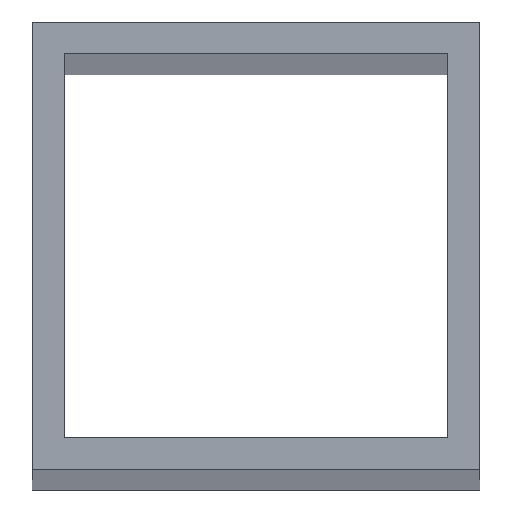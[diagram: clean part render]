
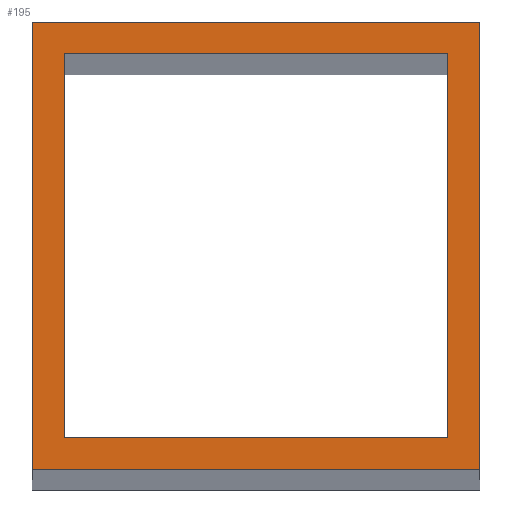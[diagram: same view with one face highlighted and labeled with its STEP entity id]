
A CAD part, top view. The second image highlights one B-rep face of the part: STEP entity #195.
In plain terms, the highlighted planar face has unit normal (0, 0, 1).
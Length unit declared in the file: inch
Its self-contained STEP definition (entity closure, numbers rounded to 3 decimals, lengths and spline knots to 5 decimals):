
#14=FACE_BOUND('',#27,.T.);
#16=FACE_OUTER_BOUND('',#26,.T.);
#26=EDGE_LOOP('',(#126,#127,#128,#129));
#27=EDGE_LOOP('',(#130,#131,#132,#133));
#38=LINE('',#285,#62);
#39=LINE('',#287,#63);
#40=LINE('',#289,#64);
#41=LINE('',#290,#65);
#42=LINE('',#293,#66);
#43=LINE('',#295,#67);
#44=LINE('',#297,#68);
#45=LINE('',#298,#69);
#62=VECTOR('',#239,39.37008);
#63=VECTOR('',#240,39.37008);
#64=VECTOR('',#241,39.37008);
#65=VECTOR('',#242,39.37008);
#66=VECTOR('',#243,39.37008);
#67=VECTOR('',#244,39.37008);
#68=VECTOR('',#245,39.37008);
#69=VECTOR('',#246,39.37008);
#86=VERTEX_POINT('',#283);
#87=VERTEX_POINT('',#284);
#88=VERTEX_POINT('',#286);
#89=VERTEX_POINT('',#288);
#90=VERTEX_POINT('',#291);
#91=VERTEX_POINT('',#292);
#92=VERTEX_POINT('',#294);
#93=VERTEX_POINT('',#296);
#102=EDGE_CURVE('',#86,#87,#38,.T.);
#103=EDGE_CURVE('',#87,#88,#39,.T.);
#104=EDGE_CURVE('',#88,#89,#40,.T.);
#105=EDGE_CURVE('',#89,#86,#41,.T.);
#106=EDGE_CURVE('',#90,#91,#42,.T.);
#107=EDGE_CURVE('',#92,#90,#43,.T.);
#108=EDGE_CURVE('',#93,#92,#44,.T.);
#109=EDGE_CURVE('',#91,#93,#45,.T.);
#126=ORIENTED_EDGE('',*,*,#102,.T.);
#127=ORIENTED_EDGE('',*,*,#103,.T.);
#128=ORIENTED_EDGE('',*,*,#104,.T.);
#129=ORIENTED_EDGE('',*,*,#105,.T.);
#130=ORIENTED_EDGE('',*,*,#106,.F.);
#131=ORIENTED_EDGE('',*,*,#107,.F.);
#132=ORIENTED_EDGE('',*,*,#108,.F.);
#133=ORIENTED_EDGE('',*,*,#109,.F.);
#174=PLANE('',#225);
#195=ADVANCED_FACE('',(#16,#14),#174,.F.);
#225=AXIS2_PLACEMENT_3D('',#282,#237,#238);
#237=DIRECTION('center_axis',(0.,0.,-1.));
#238=DIRECTION('ref_axis',(-1.,0.,0.));
#239=DIRECTION('',(0.,-1.,0.));
#240=DIRECTION('',(1.,0.,0.));
#241=DIRECTION('',(0.,1.,0.));
#242=DIRECTION('',(-1.,0.,0.));
#243=DIRECTION('',(0.,-1.,0.));
#244=DIRECTION('',(-1.,0.,0.));
#245=DIRECTION('',(0.,1.,0.));
#246=DIRECTION('',(1.,0.,0.));
#282=CARTESIAN_POINT('Origin',(0.,0.,46.75));
#283=CARTESIAN_POINT('',(0.,1.75,46.75));
#284=CARTESIAN_POINT('',(0.,0.,46.75));
#285=CARTESIAN_POINT('',(0.,0.,46.75));
#286=CARTESIAN_POINT('',(1.75,0.,46.75));
#287=CARTESIAN_POINT('',(0.,0.,46.75));
#288=CARTESIAN_POINT('',(1.75,1.75,46.75));
#289=CARTESIAN_POINT('',(1.75,0.,46.75));
#290=CARTESIAN_POINT('',(0.,1.75,46.75));
#291=CARTESIAN_POINT('',(0.125,1.625,46.75));
#292=CARTESIAN_POINT('',(0.125,0.125,46.75));
#293=CARTESIAN_POINT('',(0.125,0.125,46.75));
#294=CARTESIAN_POINT('',(1.625,1.625,46.75));
#295=CARTESIAN_POINT('',(0.125,1.625,46.75));
#296=CARTESIAN_POINT('',(1.625,0.125,46.75));
#297=CARTESIAN_POINT('',(1.625,0.125,46.75));
#298=CARTESIAN_POINT('',(0.125,0.125,46.75));
